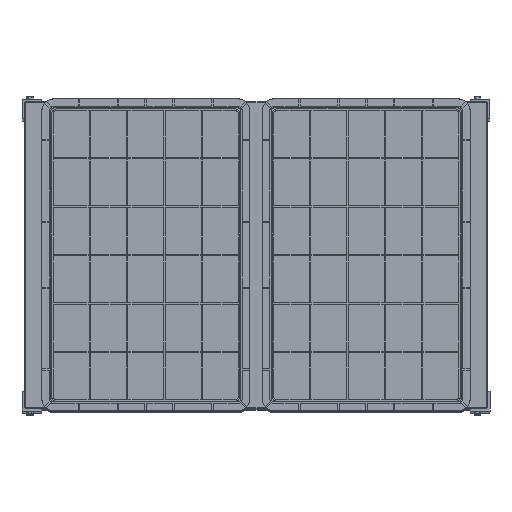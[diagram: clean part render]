
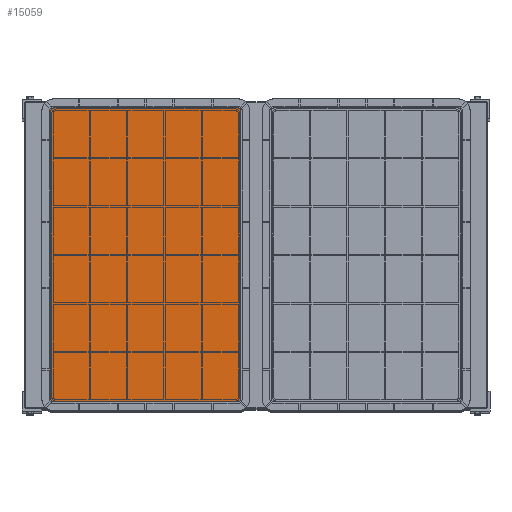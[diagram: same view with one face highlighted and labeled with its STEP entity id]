
A CAD part, top view. The second image highlights one B-rep face of the part: STEP entity #15059.
In plain terms, the highlighted face is planar.
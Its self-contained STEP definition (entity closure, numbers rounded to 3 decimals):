
#1174=PLANE('',#20995);
#2478=FACE_OUTER_BOUND('',#3782,.T.);
#3782=EDGE_LOOP('',(#13804,#13805,#13806,#13807,#13808,#13809,#13810,#13811));
#4228=CIRCLE('',#20986,7.);
#4229=CIRCLE('',#20989,7.);
#4230=CIRCLE('',#20991,7.);
#4231=CIRCLE('',#20994,7.);
#5953=VERTEX_POINT('',#31842);
#5954=VERTEX_POINT('',#31843);
#5955=VERTEX_POINT('',#31848);
#5956=VERTEX_POINT('',#31849);
#5957=VERTEX_POINT('',#31854);
#5958=VERTEX_POINT('',#31858);
#5959=VERTEX_POINT('',#31864);
#5960=VERTEX_POINT('',#31868);
#8562=EDGE_CURVE('',#5953,#5954,#17273,.T.);
#8565=EDGE_CURVE('',#5955,#5956,#17276,.T.);
#8568=EDGE_CURVE('',#5956,#5957,#4228,.F.);
#8570=EDGE_CURVE('',#5957,#5958,#17280,.T.);
#8572=EDGE_CURVE('',#5958,#5953,#4229,.F.);
#8573=EDGE_CURVE('',#5954,#5959,#4230,.F.);
#8575=EDGE_CURVE('',#5959,#5960,#17283,.T.);
#8577=EDGE_CURVE('',#5960,#5955,#4231,.F.);
#13804=ORIENTED_EDGE('',*,*,#8568,.F.);
#13805=ORIENTED_EDGE('',*,*,#8565,.F.);
#13806=ORIENTED_EDGE('',*,*,#8577,.F.);
#13807=ORIENTED_EDGE('',*,*,#8575,.F.);
#13808=ORIENTED_EDGE('',*,*,#8573,.F.);
#13809=ORIENTED_EDGE('',*,*,#8562,.F.);
#13810=ORIENTED_EDGE('',*,*,#8572,.F.);
#13811=ORIENTED_EDGE('',*,*,#8570,.F.);
#15059=ADVANCED_FACE('',(#2478),#1174,.T.);
#17273=LINE('',#31844,#19443);
#17276=LINE('',#31850,#19446);
#17280=LINE('',#31859,#19450);
#17283=LINE('',#31869,#19453);
#19443=VECTOR('',#26250,352.);
#19446=VECTOR('',#26255,352.);
#19450=VECTOR('',#26265,552.);
#19453=VECTOR('',#26278,552.);
#20986=AXIS2_PLACEMENT_3D('',#31855,#26260,#26261);
#20989=AXIS2_PLACEMENT_3D('',#31862,#26269,#26270);
#20991=AXIS2_PLACEMENT_3D('',#31865,#26273,#26274);
#20994=AXIS2_PLACEMENT_3D('',#31872,#26282,#26283);
#20995=AXIS2_PLACEMENT_3D('',#31873,#26284,#26285);
#26250=DIRECTION('',(0.,0.,-1.));
#26255=DIRECTION('',(0.,0.,1.));
#26260=DIRECTION('center_axis',(0.,1.,0.));
#26261=DIRECTION('ref_axis',(0.,0.,1.));
#26265=DIRECTION('',(-1.,0.,0.));
#26269=DIRECTION('center_axis',(0.,1.,0.));
#26270=DIRECTION('ref_axis',(0.,0.,1.));
#26273=DIRECTION('center_axis',(0.,1.,0.));
#26274=DIRECTION('ref_axis',(0.,0.,1.));
#26278=DIRECTION('',(1.,0.,0.));
#26282=DIRECTION('center_axis',(0.,1.,0.));
#26283=DIRECTION('ref_axis',(0.,0.,1.));
#26284=DIRECTION('center_axis',(0.,1.,0.));
#26285=DIRECTION('ref_axis',(0.,0.,1.));
#31842=CARTESIAN_POINT('',(-283.,-128.5,176.));
#31843=CARTESIAN_POINT('',(-283.,-128.5,-176.));
#31844=CARTESIAN_POINT('',(-283.,-128.5,176.));
#31848=CARTESIAN_POINT('',(283.,-128.5,-176.));
#31849=CARTESIAN_POINT('',(283.,-128.5,176.));
#31850=CARTESIAN_POINT('',(283.,-128.5,-176.));
#31854=CARTESIAN_POINT('',(276.,-128.5,183.));
#31855=CARTESIAN_POINT('Origin',(276.,-128.5,176.));
#31858=CARTESIAN_POINT('',(-276.,-128.5,183.));
#31859=CARTESIAN_POINT('',(276.,-128.5,183.));
#31862=CARTESIAN_POINT('Origin',(-276.,-128.5,176.));
#31864=CARTESIAN_POINT('',(-276.,-128.5,-183.));
#31865=CARTESIAN_POINT('Origin',(-276.,-128.5,-176.));
#31868=CARTESIAN_POINT('',(276.,-128.5,-183.));
#31869=CARTESIAN_POINT('',(-276.,-128.5,-183.));
#31872=CARTESIAN_POINT('Origin',(276.,-128.5,-176.));
#31873=CARTESIAN_POINT('Origin',(-276.,-128.5,-176.));
